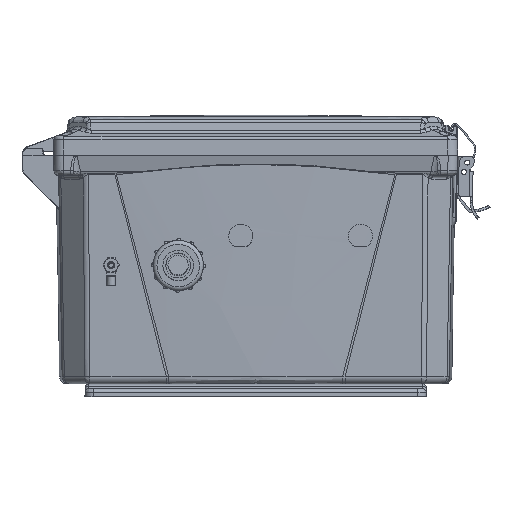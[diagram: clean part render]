
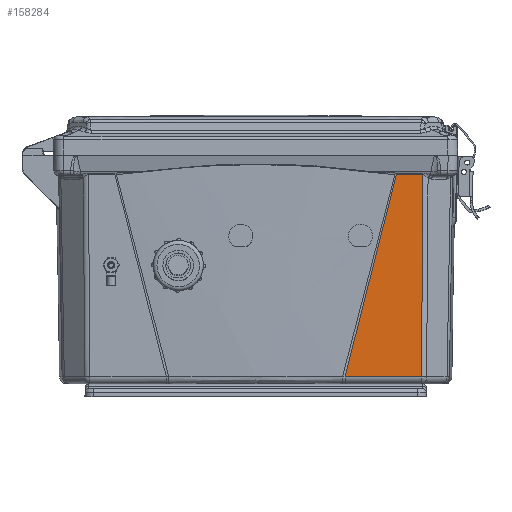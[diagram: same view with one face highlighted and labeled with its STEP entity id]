
A CAD part, front view. The second image highlights one B-rep face of the part: STEP entity #158284.
In plain terms, the highlighted face is planar.
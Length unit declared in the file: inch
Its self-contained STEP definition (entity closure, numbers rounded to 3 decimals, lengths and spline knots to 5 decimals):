
#924 = VECTOR ( 'NONE', #125859, 39.37008 ) ;
#4646 = ORIENTED_EDGE ( 'NONE', *, *, #28883, .T. ) ;
#4760 = DIRECTION ( 'NONE',  ( 1., -0.017, -0.007 ) ) ;
#23436 = EDGE_CURVE ( 'NONE', #145069, #162671, #36849, .T. ) ;
#28883 = EDGE_CURVE ( 'NONE', #145069, #159081, #110844, .T. ) ;
#31325 = CARTESIAN_POINT ( 'NONE',  ( -0.50592, -6.13617, -3.67049 ) ) ;
#33013 = CARTESIAN_POINT ( 'NONE',  ( -5.77332, -6.04423, -4.32143 ) ) ;
#33605 = CARTESIAN_POINT ( 'NONE',  ( -5.77332, -6.04423, -2.3301 ) ) ;
#34222 = CARTESIAN_POINT ( 'NONE',  ( -0.50592, -6.13617, -3.67049 ) ) ;
#35917 = FACE_OUTER_BOUND ( 'NONE', #54530, .T. ) ;
#36800 = CARTESIAN_POINT ( 'NONE',  ( -0.50592, -6.13617, -4.35952 ) ) ;
#36849 = LINE ( 'NONE', #89014, #924 ) ;
#38924 = AXIS2_PLACEMENT_3D ( 'NONE', #64083, #118004, #39295 ) ;
#39065 = ORIENTED_EDGE ( 'NONE', *, *, #108019, .T. ) ;
#39295 = DIRECTION ( 'NONE',  ( 1., -0.017, 0. ) ) ;
#49884 = VECTOR ( 'NONE', #4760, 39.37008 ) ;
#54530 = EDGE_LOOP ( 'NONE', ( #4646, #39065, #79599, #153191 ) ) ;
#55287 = CARTESIAN_POINT ( 'NONE',  ( -4.4098, -6.06803, -2.67531 ) ) ;
#61215 = DIRECTION ( 'NONE',  ( 0., 0., 1. ) ) ;
#63100 = B_SPLINE_CURVE_WITH_KNOTS ( 'NONE', 3,
 ( #31325, #132335, #55287, #122017 ),
 .UNSPECIFIED., .F., .F.,
 ( 4, 4 ),
 ( 0., 1. ),
 .UNSPECIFIED. ) ;
#64083 = CARTESIAN_POINT ( 'NONE',  ( 0., -6.145, 5.68956 ) ) ;
#64730 = CARTESIAN_POINT ( 'NONE',  ( -5.77332, -6.04423, -4.32143 ) ) ;
#79599 = ORIENTED_EDGE ( 'NONE', *, *, #93129, .T. ) ;
#83499 = VECTOR ( 'NONE', #61215, 39.37008 ) ;
#88088 = PLANE ( 'NONE',  #38924 ) ;
#89014 = CARTESIAN_POINT ( 'NONE',  ( -5.77332, -6.04423, 8.7437 ) ) ;
#93129 = EDGE_CURVE ( 'NONE', #96456, #162671, #63100, .T. ) ;
#96456 = VERTEX_POINT ( 'NONE', #34222 ) ;
#108019 = EDGE_CURVE ( 'NONE', #159081, #96456, #110891, .T. ) ;
#110844 = LINE ( 'NONE', #33013, #49884 ) ;
#110891 = LINE ( 'NONE', #113414, #83499 ) ;
#113414 = CARTESIAN_POINT ( 'NONE',  ( -0.50592, -6.13617, 5.68956 ) ) ;
#118004 = DIRECTION ( 'NONE',  ( -0.017, -1., 0. ) ) ;
#122017 = CARTESIAN_POINT ( 'NONE',  ( -5.77332, -6.04423, -2.3301 ) ) ;
#125859 = DIRECTION ( 'NONE',  ( 0., 0., 1. ) ) ;
#132335 = CARTESIAN_POINT ( 'NONE',  ( -2.654, -6.09867, -3.12211 ) ) ;
#145069 = VERTEX_POINT ( 'NONE', #64730 ) ;
#153191 = ORIENTED_EDGE ( 'NONE', *, *, #23436, .F. ) ;
#158284 = ADVANCED_FACE ( 'NONE', ( #35917 ), #88088, .T. ) ;
#159081 = VERTEX_POINT ( 'NONE', #36800 ) ;
#162671 = VERTEX_POINT ( 'NONE', #33605 ) ;
